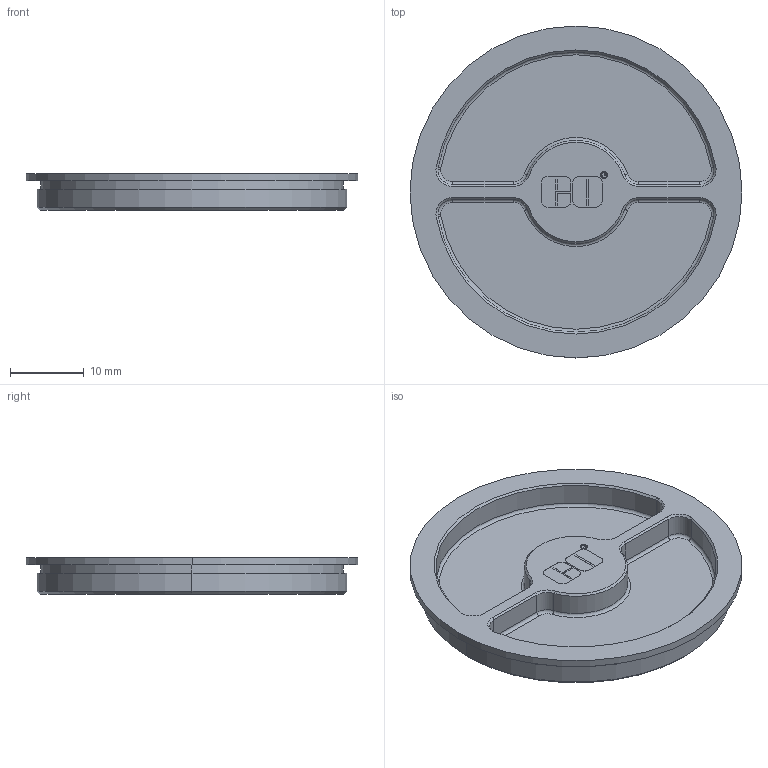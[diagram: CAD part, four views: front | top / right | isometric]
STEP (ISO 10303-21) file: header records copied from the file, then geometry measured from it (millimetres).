
FILE_DESCRIPTION (( 'STEP AP203' ), '1' );
FILE_NAME ('66037.step', '2010-05-20T22:00:49', ( ' ' ), ( ' ' ), 'SwSTEP 2.0', 'SolidWorks 2009', '' );
FILE_SCHEMA (( 'CONFIG_CONTROL_DESIGN' ));
Length unit declared in the file: millimetre
Products named in the file (1): 66037
Bounding box: 45 x 45 x 5 mm (x, y, z)
Volume: 3810.2 mm3; surface area: 4573.8 mm2
Topology: 1 solids, 1 shells, 128 faces, 303 edges, 190 vertices
Faces by surface type: plane 54, cylinder 44, cone 16, torus 14
Entity records: 3766 total; most frequent: DIRECTION 691, CARTESIAN_POINT 622, ORIENTED_EDGE 606, EDGE_CURVE 303, AXIS2_PLACEMENT_3D 259, VERTEX_POINT 190, LINE 173, VECTOR 173
